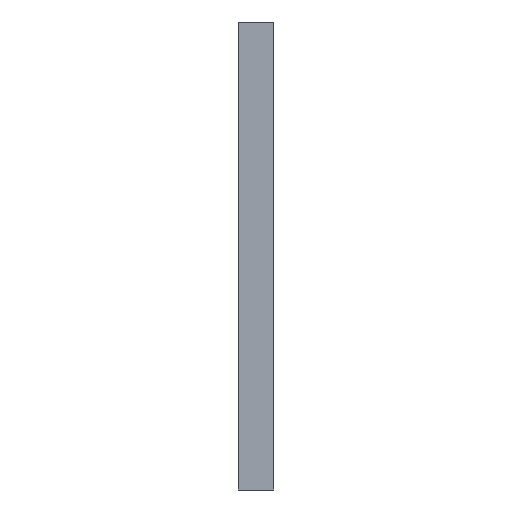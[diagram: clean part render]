
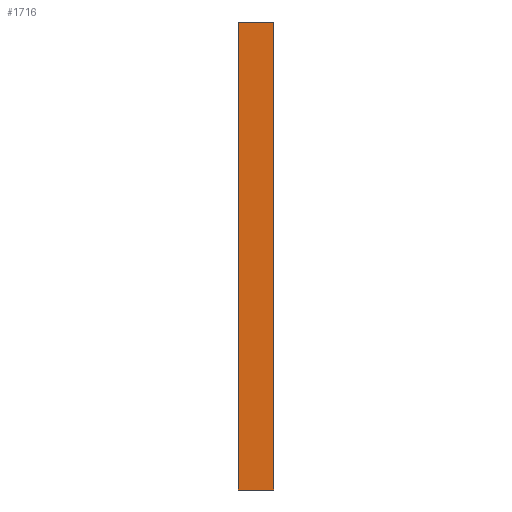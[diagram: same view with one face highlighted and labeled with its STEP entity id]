
A CAD part, front view. The second image highlights one B-rep face of the part: STEP entity #1716.
In plain terms, the highlighted planar face has unit normal (0, -1, 0).
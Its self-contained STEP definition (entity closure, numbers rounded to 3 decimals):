
#115 = ORIENTED_EDGE ( 'NONE', *, *, #3108, .T. ) ;
#176 = ORIENTED_EDGE ( 'NONE', *, *, #1972, .F. ) ;
#221 = EDGE_LOOP ( 'NONE', ( #5537, #5515, #176, #115 ) ) ;
#334 = CARTESIAN_POINT ( 'NONE',  ( 125., -292.34, -25. ) ) ;
#744 = DIRECTION ( 'NONE',  ( -1., 0., 0. ) ) ;
#843 = CARTESIAN_POINT ( 'NONE',  ( 121.19, -292.34, 25. ) ) ;
#1002 = CARTESIAN_POINT ( 'NONE',  ( 121.19, -292.34, -25. ) ) ;
#1024 = DIRECTION ( 'NONE',  ( -1., 0., 0. ) ) ;
#1371 = LINE ( 'NONE', #3351, #2833 ) ;
#1427 = LINE ( 'NONE', #3065, #1582 ) ;
#1582 = VECTOR ( 'NONE', #744, 1000. ) ;
#1603 = FACE_OUTER_BOUND ( 'NONE', #221, .T. ) ;
#1650 = VERTEX_POINT ( 'NONE', #3359 ) ;
#1691 = LINE ( 'NONE', #1002, #6086 ) ;
#1716 = ADVANCED_FACE ( 'NONE', ( #1603 ), #1960, .F. ) ;
#1960 = PLANE ( 'NONE',  #3950 ) ;
#1972 = EDGE_CURVE ( 'NONE', #5096, #4028, #1371, .T. ) ;
#2415 = DIRECTION ( 'NONE',  ( 0., 1., 0. ) ) ;
#2445 = CARTESIAN_POINT ( 'NONE',  ( 125., -292.34, -25. ) ) ;
#2776 = VERTEX_POINT ( 'NONE', #843 ) ;
#2833 = VECTOR ( 'NONE', #4787, 1000. ) ;
#2927 = DIRECTION ( 'NONE',  ( 0., 0., -1. ) ) ;
#3065 = CARTESIAN_POINT ( 'NONE',  ( 125., -292.34, 25. ) ) ;
#3108 = EDGE_CURVE ( 'NONE', #5096, #2776, #1427, .T. ) ;
#3351 = CARTESIAN_POINT ( 'NONE',  ( 125., -292.34, -25. ) ) ;
#3359 = CARTESIAN_POINT ( 'NONE',  ( 121.19, -292.34, -25. ) ) ;
#3950 = AXIS2_PLACEMENT_3D ( 'NONE', #5238, #2415, #1024 ) ;
#4028 = VERTEX_POINT ( 'NONE', #2445 ) ;
#4063 = CARTESIAN_POINT ( 'NONE',  ( 125., -292.34, 25. ) ) ;
#4097 = DIRECTION ( 'NONE',  ( -1., 0., 0. ) ) ;
#4332 = EDGE_CURVE ( 'NONE', #4028, #1650, #4408, .T. ) ;
#4408 = LINE ( 'NONE', #334, #5512 ) ;
#4590 = EDGE_CURVE ( 'NONE', #2776, #1650, #1691, .T. ) ;
#4787 = DIRECTION ( 'NONE',  ( 0., 0., -1. ) ) ;
#5096 = VERTEX_POINT ( 'NONE', #4063 ) ;
#5238 = CARTESIAN_POINT ( 'NONE',  ( 125., -292.34, -25. ) ) ;
#5512 = VECTOR ( 'NONE', #4097, 1000. ) ;
#5515 = ORIENTED_EDGE ( 'NONE', *, *, #4332, .F. ) ;
#5537 = ORIENTED_EDGE ( 'NONE', *, *, #4590, .T. ) ;
#6086 = VECTOR ( 'NONE', #2927, 1000. ) ;
